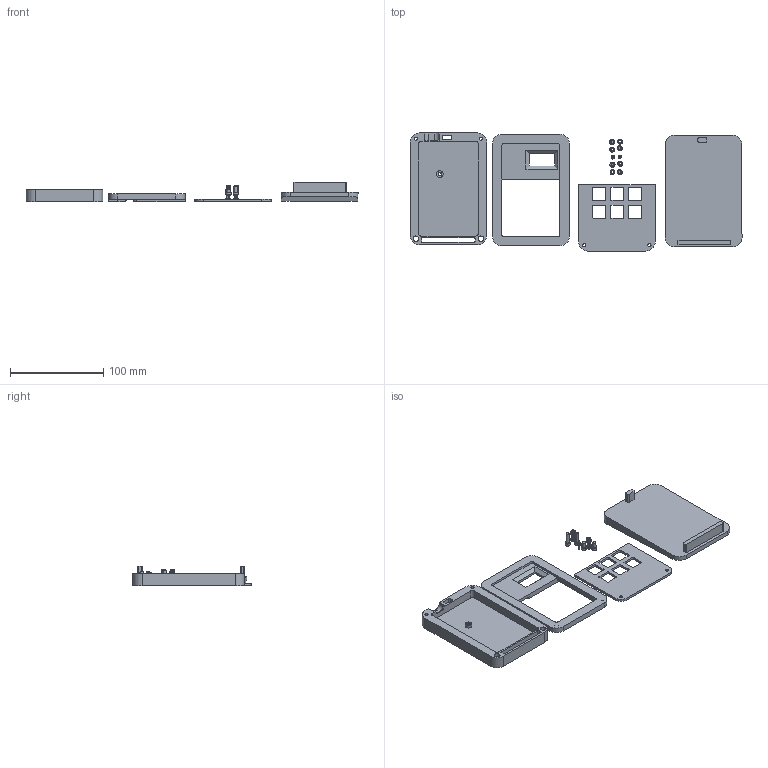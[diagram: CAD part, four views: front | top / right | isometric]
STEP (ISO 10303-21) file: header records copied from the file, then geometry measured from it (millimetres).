
FILE_DESCRIPTION(/* description */ ('KiCad electronic assembly'),/* implementation_level */ '2;1');
FILE_NAME(/* name */ 'UtiliPadFinal v1 [SPLIT UP].step',/* time_stamp */ '2024-10-21T22:57:23-04:00',/* author */ (''),/* organization */ (''),/* preprocessor_version */ 'ST-DEVELOPER v20',/* originating_system */ 'Autodesk Translation Framework v13.20.0.188',/* authorisation */ '');
FILE_SCHEMA (('AUTOMOTIVE_DESIGN { 1 0 10303 214 3 1 1 }'));
Length unit declared in the file: millimetre
Products named in the file (10): iCtrl 1; M3x12 SHCS v1; M3x12 SHCS v1 (1); Document; M3 Threaded Insert v3; M2 x 0.4mm Thread 5mm LONG SOCKET HEAD CAP SCREW; Stand; Top; Body ; KeyPlate
Assembly tree (14 placements, depth 2):
  iCtrl 1
    M3x12 SHCS v1  x2
    M3x12 SHCS v1 (1)  x2
    Document
    M3 Threaded Insert v3  x4
    M2 x 0.4mm Thread 5mm LONG SOCKET HEAD CAP SCREW
    Stand
    Top
    Body 
    KeyPlate
Bounding box: 356.9 x 126.93 x 21.33 mm (x, y, z)
Volume: 187162.3 mm3; surface area: 83387 mm2
Topology: 14 solids, 14 shells, 966 faces, 2597 edges, 1692 vertices
Faces by surface type: bspline 406, cylinder 291, plane 228, cone 36, torus 5
Full cylindrical faces by diameter (mm): 1.48 x18, 2 x19, 2.9 x4, 3 x4, 3.1 x2, 3.3 x1, 3.4 x4, 3.8 x1, 4.2 x4, 4.25 x4, 4.6 x4, 4.7 x4, 5.5 x4, 6 x4, 7.2 x1
Entity records: 27042 total; most frequent: CARTESIAN_POINT 13344, ORIENTED_EDGE 3034, DIRECTION 2393, EDGE_CURVE 1517, VERTEX_POINT 979, AXIS2_PLACEMENT_3D 880, EDGE_LOOP 636, LINE 633
